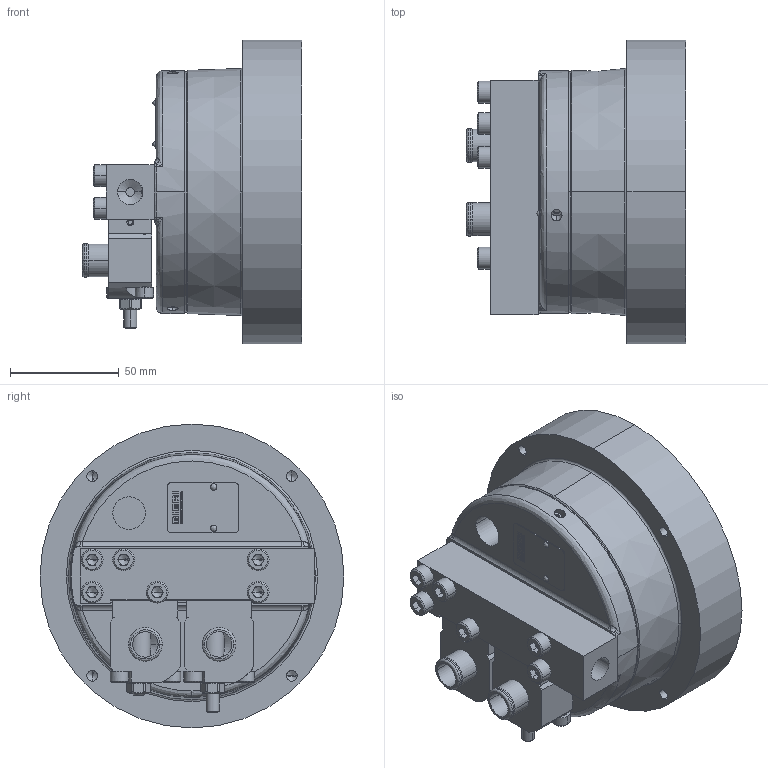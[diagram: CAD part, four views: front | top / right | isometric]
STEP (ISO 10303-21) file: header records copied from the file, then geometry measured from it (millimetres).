
FILE_DESCRIPTION (( 'STEP AP214' ), '1' );
FILE_NAME ('KKP01-_-700-__60-_-A.STEP', '2021-03-29T10:44:46', ( '' ), ( '' ), 'SwSTEP 2.0', 'SolidWorks 2020', '' );
FILE_SCHEMA (( 'AUTOMOTIVE_DESIGN' ));
Length unit declared in the file: millimetre
Products named in the file (1): KKP01-_-700-__60-_-A
Bounding box: 100.95 x 140 x 140 mm (x, y, z)
Volume: 659400.2 mm3; surface area: 100878.7 mm2
Topology: 1 solids, 17 shells, 1362 faces, 3357 edges, 2072 vertices
Faces by surface type: plane 661, cylinder 260, cone 201, bspline 141, torus 75, sphere 24
Entity records: 48006 total; most frequent: CARTESIAN_POINT 16630, ORIENTED_EDGE 6578, DIRECTION 6376, EDGE_CURVE 3289, AXIS2_PLACEMENT_3D 2293, VERTEX_POINT 2068, LINE 1790, VECTOR 1790
